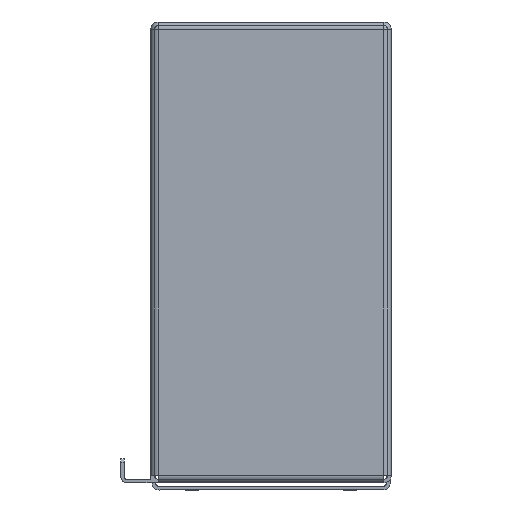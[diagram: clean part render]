
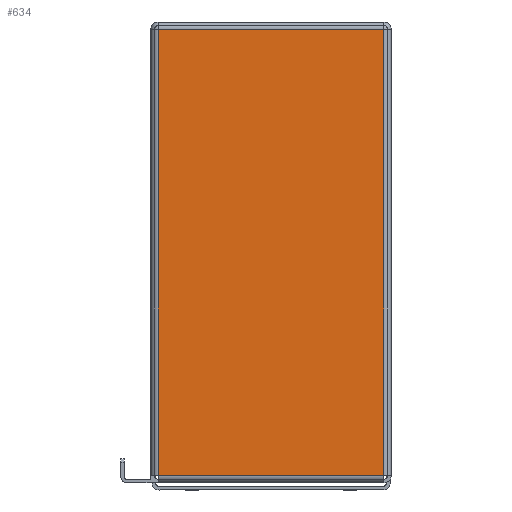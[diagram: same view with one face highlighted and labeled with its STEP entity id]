
A CAD part, left-side view. The second image highlights one B-rep face of the part: STEP entity #634.
In plain terms, the highlighted planar face has unit normal (-1, 0, 0).
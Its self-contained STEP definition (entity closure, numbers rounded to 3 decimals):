
#634=ADVANCED_FACE('',(#1289),#1290,.T.);
#1289=FACE_OUTER_BOUND('',#1955,.T.);
#1290=PLANE('',#1956);
#1955=EDGE_LOOP('',(#3726,#3727,#3728,#3729));
#1956=AXIS2_PLACEMENT_3D('',#3730,#3731,#3732);
#3726=ORIENTED_EDGE('',*,*,#4636,.F.);
#3727=ORIENTED_EDGE('',*,*,#4610,.T.);
#3728=ORIENTED_EDGE('',*,*,#4643,.F.);
#3729=ORIENTED_EDGE('',*,*,#4640,.T.);
#3730=CARTESIAN_POINT('',(0.0,3.1,145.075));
#3731=DIRECTION('',(-1.0,0.0,0.0));
#3732=DIRECTION('',(0.0,0.0,1.0));
#4610=EDGE_CURVE('',#5237,#5138,#5674,.T.);
#4636=EDGE_CURVE('',#5237,#5706,#5707,.T.);
#4640=EDGE_CURVE('',#5711,#5706,#5712,.T.);
#4643=EDGE_CURVE('',#5711,#5138,#5715,.T.);
#5138=VERTEX_POINT('',#6374);
#5237=VERTEX_POINT('',#6502);
#5674=LINE('',#7116,#7117);
#5706=VERTEX_POINT('',#7157);
#5707=LINE('',#7158,#7159);
#5711=VERTEX_POINT('',#7163);
#5712=LINE('',#7164,#7165);
#5715=LINE('',#7168,#7169);
#6374=CARTESIAN_POINT('',(0.0,3.1,6.1));
#6502=CARTESIAN_POINT('',(0.0,96.9,6.1));
#7116=CARTESIAN_POINT('',(0.0,96.9,6.1));
#7117=VECTOR('',#8086,1.0);
#7157=CARTESIAN_POINT('',(0.0,96.9,191.4));
#7158=CARTESIAN_POINT('',(0.0,96.9,52.425));
#7159=VECTOR('',#8116,1.0);
#7163=CARTESIAN_POINT('',(0.0,3.1,191.4));
#7164=CARTESIAN_POINT('',(0.0,3.1,191.4));
#7165=VECTOR('',#8123,1.0);
#7168=CARTESIAN_POINT('',(0.0,3.1,145.075));
#7169=VECTOR('',#8127,1.0);
#8086=DIRECTION('',(0.0,-1.0,0.0));
#8116=DIRECTION('',(0.0,0.0,1.0));
#8123=DIRECTION('',(0.0,1.0,0.0));
#8127=DIRECTION('',(0.0,0.0,-1.0));
